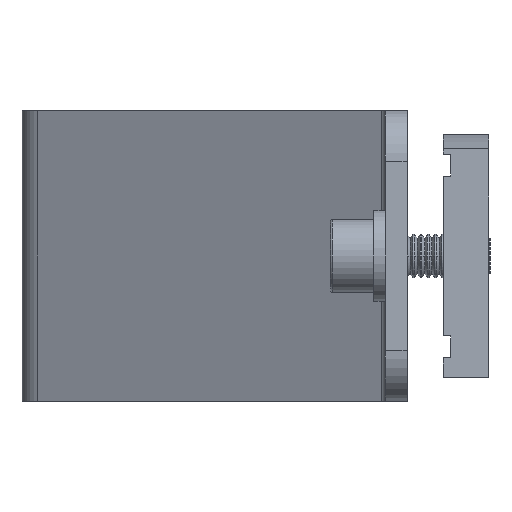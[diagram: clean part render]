
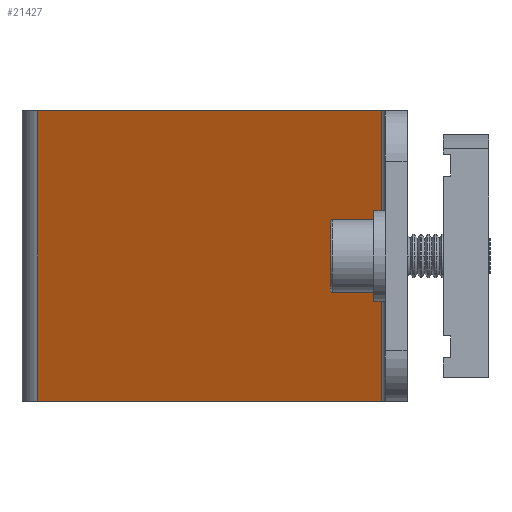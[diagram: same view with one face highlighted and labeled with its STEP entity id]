
A CAD part, left-side view. The second image highlights one B-rep face of the part: STEP entity #21427.
In plain terms, the highlighted planar face has unit normal (-0.888, 0.459, 0).
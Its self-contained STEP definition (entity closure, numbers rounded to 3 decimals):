
#2010 = ORIENTED_EDGE ( 'NONE', *, *, #10783, .T. ) ;
#2594 = VERTEX_POINT ( 'NONE', #24197 ) ;
#3394 = DIRECTION ( 'NONE',  ( 0.888, -0.459, 0. ) ) ;
#3400 = CARTESIAN_POINT ( 'NONE',  ( -40.551, 0.541, -20. ) ) ;
#3520 = DIRECTION ( 'NONE',  ( 0., 0., 1. ) ) ;
#5482 = CARTESIAN_POINT ( 'NONE',  ( -16.118, 47.836, 20. ) ) ;
#6589 = EDGE_CURVE ( 'NONE', #12744, #17013, #10649, .T. ) ;
#8672 = DIRECTION ( 'NONE',  ( 0.459, 0.888, 0. ) ) ;
#9822 = CARTESIAN_POINT ( 'NONE',  ( -15., 50., 20. ) ) ;
#10274 = CARTESIAN_POINT ( 'NONE',  ( -16.118, 47.836, 20. ) ) ;
#10649 = LINE ( 'NONE', #3400, #19004 ) ;
#10783 = EDGE_CURVE ( 'NONE', #2594, #12744, #27129, .T. ) ;
#11098 = CARTESIAN_POINT ( 'NONE',  ( -40.551, 0.541, -20. ) ) ;
#11142 = VECTOR ( 'NONE', #17891, 1000. ) ;
#12744 = VERTEX_POINT ( 'NONE', #11098 ) ;
#12857 = VECTOR ( 'NONE', #28952, 1000. ) ;
#13835 = CARTESIAN_POINT ( 'NONE',  ( -15., 50., 20. ) ) ;
#15177 = DIRECTION ( 'NONE',  ( -0.459, -0.888, 0. ) ) ;
#17013 = VERTEX_POINT ( 'NONE', #21372 ) ;
#17132 = VECTOR ( 'NONE', #15177, 1000. ) ;
#17891 = DIRECTION ( 'NONE',  ( -0.459, -0.888, 0. ) ) ;
#19004 = VECTOR ( 'NONE', #3520, 1000. ) ;
#19090 = PLANE ( 'NONE',  #28348 ) ;
#19093 = LINE ( 'NONE', #10274, #12857 ) ;
#21372 = CARTESIAN_POINT ( 'NONE',  ( -40.551, 0.541, 20. ) ) ;
#21427 = ADVANCED_FACE ( 'NONE', ( #28883 ), #19090, .F. ) ;
#21835 = VERTEX_POINT ( 'NONE', #5482 ) ;
#21972 = ORIENTED_EDGE ( 'NONE', *, *, #24847, .T. ) ;
#22386 = EDGE_LOOP ( 'NONE', ( #2010, #28992, #34417, #21972 ) ) ;
#22463 = LINE ( 'NONE', #9822, #11142 ) ;
#24197 = CARTESIAN_POINT ( 'NONE',  ( -16.118, 47.836, -20. ) ) ;
#24753 = EDGE_CURVE ( 'NONE', #21835, #17013, #22463, .T. ) ;
#24847 = EDGE_CURVE ( 'NONE', #21835, #2594, #19093, .T. ) ;
#26017 = CARTESIAN_POINT ( 'NONE',  ( -15., 50., -20. ) ) ;
#27129 = LINE ( 'NONE', #26017, #17132 ) ;
#28348 = AXIS2_PLACEMENT_3D ( 'NONE', #13835, #3394, #8672 ) ;
#28883 = FACE_OUTER_BOUND ( 'NONE', #22386, .T. ) ;
#28952 = DIRECTION ( 'NONE',  ( 0., 0., -1. ) ) ;
#28992 = ORIENTED_EDGE ( 'NONE', *, *, #6589, .T. ) ;
#34417 = ORIENTED_EDGE ( 'NONE', *, *, #24753, .F. ) ;
